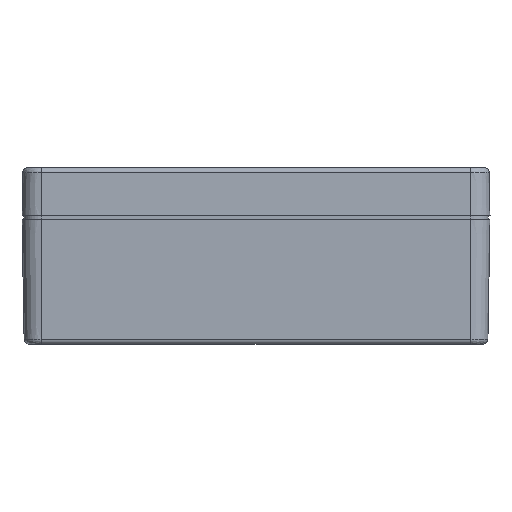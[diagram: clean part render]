
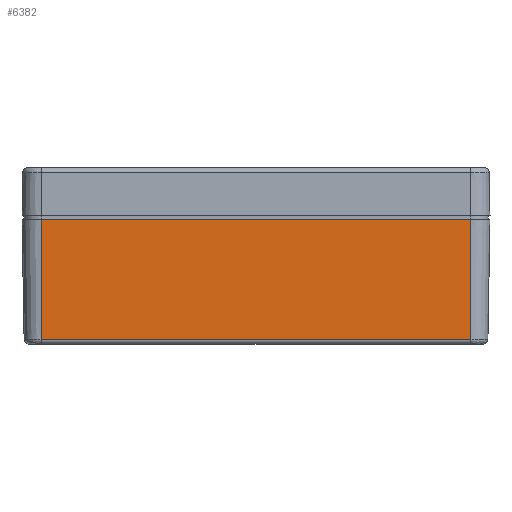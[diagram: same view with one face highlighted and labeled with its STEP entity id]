
A CAD part, front view. The second image highlights one B-rep face of the part: STEP entity #6382.
In plain terms, the highlighted planar face has unit normal (0, -1, -0.018).
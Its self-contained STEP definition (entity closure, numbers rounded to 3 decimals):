
#1150 = CARTESIAN_POINT ( 'NONE',  ( -40.081, 2134.748, -1.001 ) ) ;
#2557 = AXIS2_PLACEMENT_3D ( 'NONE', #19638, #19711, #10018 ) ;
#3200 = EDGE_CURVE ( 'NONE', #16859, #6120, #15364, .T. ) ;
#3463 = DIRECTION ( 'NONE',  ( -1., 0., 0. ) ) ;
#3667 = LINE ( 'NONE', #5126, #20339 ) ;
#3869 = CARTESIAN_POINT ( 'NONE',  ( 93.919, 2134.748, -1.001 ) ) ;
#4194 = CARTESIAN_POINT ( 'NONE',  ( 93.919, 2134.748, -1.001 ) ) ;
#4794 = VECTOR ( 'NONE', #15448, 1000. ) ;
#4902 = ORIENTED_EDGE ( 'NONE', *, *, #3200, .T. ) ;
#5126 = CARTESIAN_POINT ( 'NONE',  ( 26.919, 2135.403, -38.527 ) ) ;
#5803 = CARTESIAN_POINT ( 'NONE',  ( -40.081, 2135.403, -38.527 ) ) ;
#5876 = CARTESIAN_POINT ( 'NONE',  ( -40.081, 2134.748, -1.001 ) ) ;
#6120 = VERTEX_POINT ( 'NONE', #1150 ) ;
#6321 = LINE ( 'NONE', #4194, #4794 ) ;
#6382 = ADVANCED_FACE ( 'NONE', ( #18935 ), #8393, .T. ) ;
#6679 = EDGE_CURVE ( 'NONE', #19217, #16859, #6321, .T. ) ;
#6813 = ORIENTED_EDGE ( 'NONE', *, *, #20010, .F. ) ;
#7888 = EDGE_CURVE ( 'NONE', #6120, #20819, #19635, .T. ) ;
#8393 = PLANE ( 'NONE',  #2557 ) ;
#8402 = DIRECTION ( 'NONE',  ( -1., 0., 0. ) ) ;
#10018 = DIRECTION ( 'NONE',  ( 0., 0.017, -1. ) ) ;
#10554 = VECTOR ( 'NONE', #3463, 1000. ) ;
#11472 = CARTESIAN_POINT ( 'NONE',  ( 26.919, 2134.748, -1.001 ) ) ;
#11614 = ORIENTED_EDGE ( 'NONE', *, *, #6679, .T. ) ;
#12251 = DIRECTION ( 'NONE',  ( 0., 0.017, -1. ) ) ;
#13309 = ORIENTED_EDGE ( 'NONE', *, *, #7888, .T. ) ;
#13623 = CARTESIAN_POINT ( 'NONE',  ( 93.919, 2135.403, -38.527 ) ) ;
#14800 = VECTOR ( 'NONE', #12251, 1000. ) ;
#15364 = LINE ( 'NONE', #11472, #10554 ) ;
#15448 = DIRECTION ( 'NONE',  ( 0., -0.017, 1. ) ) ;
#16859 = VERTEX_POINT ( 'NONE', #3869 ) ;
#18935 = FACE_OUTER_BOUND ( 'NONE', #20101, .T. ) ;
#19217 = VERTEX_POINT ( 'NONE', #13623 ) ;
#19635 = LINE ( 'NONE', #5876, #14800 ) ;
#19638 = CARTESIAN_POINT ( 'NONE',  ( 26.919, 2134.748, -1.001 ) ) ;
#19711 = DIRECTION ( 'NONE',  ( 0., -1., -0.017 ) ) ;
#20010 = EDGE_CURVE ( 'NONE', #19217, #20819, #3667, .T. ) ;
#20101 = EDGE_LOOP ( 'NONE', ( #4902, #13309, #6813, #11614 ) ) ;
#20339 = VECTOR ( 'NONE', #8402, 1000. ) ;
#20819 = VERTEX_POINT ( 'NONE', #5803 ) ;
